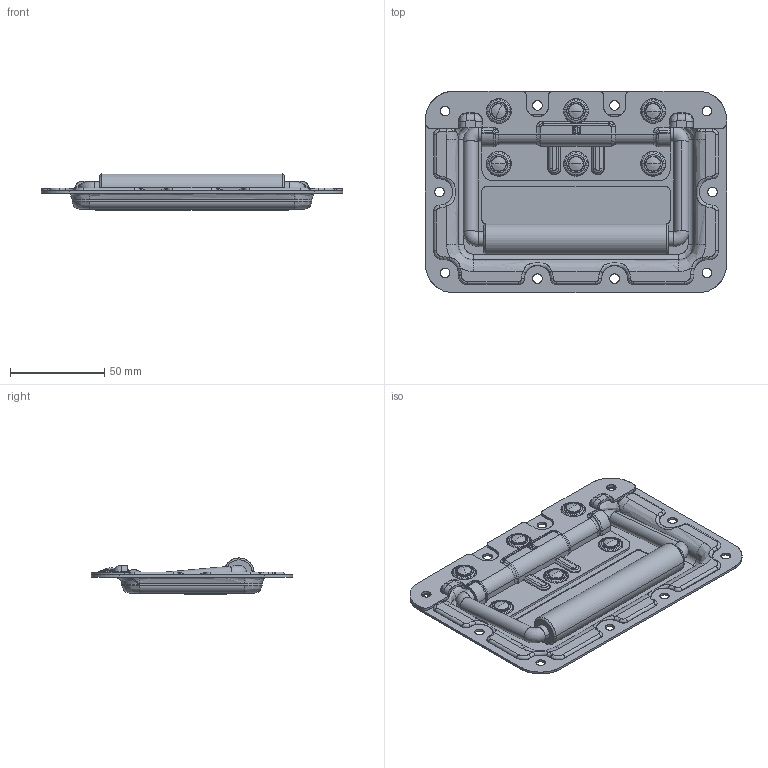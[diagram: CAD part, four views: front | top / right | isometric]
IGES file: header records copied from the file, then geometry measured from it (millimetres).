
Start section: SolidWorks IGES file using analytic representation for surfaces
Global section: file name: 34081.IGS; native system: SolidWorks 2011; preprocessor: SolidWorks 2011; author: martinb; date: 110106.092417; units: millimetre
Bounding box: 160 x 107 x 19.15 mm (x, y, z)
Surface area: 69474.5 mm2 (no closed solid volume)
Topology: 0 solids, 0 shells, 915 faces, 11169 edges, 11127 vertices
Faces by surface type: bspline 513, revolution 402
